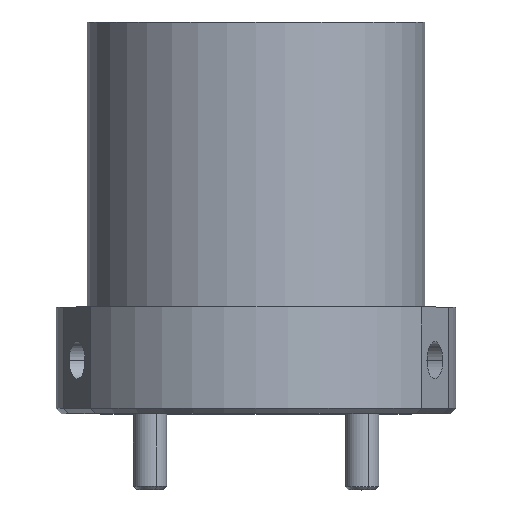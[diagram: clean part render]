
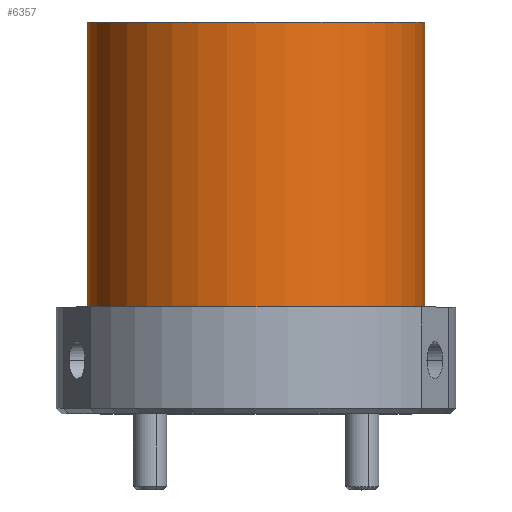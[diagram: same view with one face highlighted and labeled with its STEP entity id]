
A CAD part, top view. The second image highlights one B-rep face of the part: STEP entity #6357.
In plain terms, the highlighted cylindrical face has radius 8.049 mm (diameter 16.099 mm), a partial arc.
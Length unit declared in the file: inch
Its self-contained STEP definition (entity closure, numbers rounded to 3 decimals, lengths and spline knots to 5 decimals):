
#55 = DIRECTION ( 'NONE',  ( 0., 1., 0. ) ) ;
#97 = DIRECTION ( 'NONE',  ( 0., 1., 0. ) ) ;
#131 = CIRCLE ( 'NONE', #2569, 0.3169 ) ;
#167 = DIRECTION ( 'NONE',  ( 0., 0., -1. ) ) ;
#389 = VERTEX_POINT ( 'NONE', #2713 ) ;
#401 = CYLINDRICAL_SURFACE ( 'NONE', #2250, 0.3169 ) ;
#506 = EDGE_CURVE ( 'NONE', #2982, #389, #131, .T. ) ;
#868 = EDGE_LOOP ( 'NONE', ( #2624, #6089, #1521, #4273 ) ) ;
#1190 = CARTESIAN_POINT ( 'NONE',  ( 0., -0.30716, 0. ) ) ;
#1356 = CARTESIAN_POINT ( 'NONE',  ( -0.3169, -0.30716, 0. ) ) ;
#1430 = DIRECTION ( 'NONE',  ( 0., 1., 0. ) ) ;
#1480 = CARTESIAN_POINT ( 'NONE',  ( 0.3169, -1.20348, 0. ) ) ;
#1521 = ORIENTED_EDGE ( 'NONE', *, *, #506, .F. ) ;
#1537 = LINE ( 'NONE', #1480, #4268 ) ;
#1735 = VERTEX_POINT ( 'NONE', #4583 ) ;
#1894 = EDGE_CURVE ( 'NONE', #1735, #389, #1537, .T. ) ;
#1997 = DIRECTION ( 'NONE',  ( -1., 0., 0. ) ) ;
#2250 = AXIS2_PLACEMENT_3D ( 'NONE', #5773, #2263, #3300 ) ;
#2263 = DIRECTION ( 'NONE',  ( 0., 1., 0. ) ) ;
#2434 = CARTESIAN_POINT ( 'NONE',  ( -0.3169, -1.20348, 0. ) ) ;
#2469 = LINE ( 'NONE', #2434, #3798 ) ;
#2559 = EDGE_CURVE ( 'NONE', #5726, #1735, #5913, .T. ) ;
#2569 = AXIS2_PLACEMENT_3D ( 'NONE', #6341, #55, #1997 ) ;
#2591 = DIRECTION ( 'NONE',  ( 0., 1., 0. ) ) ;
#2624 = ORIENTED_EDGE ( 'NONE', *, *, #2559, .T. ) ;
#2713 = CARTESIAN_POINT ( 'NONE',  ( 0.3169, 0.22698, 0. ) ) ;
#2764 = CARTESIAN_POINT ( 'NONE',  ( -0.3169, 0.22698, 0. ) ) ;
#2982 = VERTEX_POINT ( 'NONE', #2764 ) ;
#3103 = AXIS2_PLACEMENT_3D ( 'NONE', #1190, #2591, #167 ) ;
#3300 = DIRECTION ( 'NONE',  ( -1., 0., 0. ) ) ;
#3798 = VECTOR ( 'NONE', #1430, 39.37008 ) ;
#3857 = EDGE_CURVE ( 'NONE', #5726, #2982, #2469, .T. ) ;
#4268 = VECTOR ( 'NONE', #97, 39.37008 ) ;
#4273 = ORIENTED_EDGE ( 'NONE', *, *, #3857, .F. ) ;
#4583 = CARTESIAN_POINT ( 'NONE',  ( 0.3169, -0.30716, 0. ) ) ;
#5726 = VERTEX_POINT ( 'NONE', #1356 ) ;
#5773 = CARTESIAN_POINT ( 'NONE',  ( 0., -1.20348, 0. ) ) ;
#5913 = CIRCLE ( 'NONE', #3103, 0.3169 ) ;
#6089 = ORIENTED_EDGE ( 'NONE', *, *, #1894, .T. ) ;
#6231 = FACE_OUTER_BOUND ( 'NONE', #868, .T. ) ;
#6341 = CARTESIAN_POINT ( 'NONE',  ( 0., 0.22698, 0. ) ) ;
#6357 = ADVANCED_FACE ( 'NONE', ( #6231 ), #401, .T. ) ;
